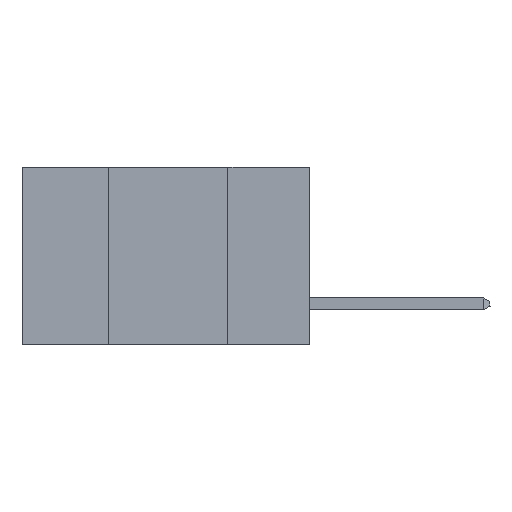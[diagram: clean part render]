
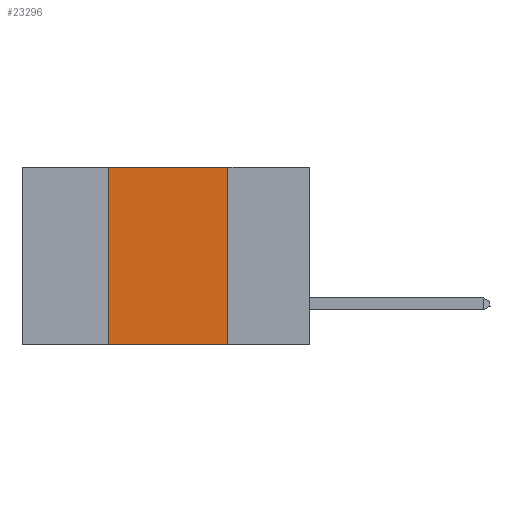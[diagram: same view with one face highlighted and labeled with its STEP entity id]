
A CAD part, left-side view. The second image highlights one B-rep face of the part: STEP entity #23296.
In plain terms, the highlighted planar face has unit normal (-1, 0, 0).
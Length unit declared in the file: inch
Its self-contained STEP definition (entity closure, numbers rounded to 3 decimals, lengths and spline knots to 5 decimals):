
#340 = CARTESIAN_POINT ( 'NONE',  ( 0., 0.42, 0. ) ) ;
#2680 = VERTEX_POINT ( 'NONE', #7658 ) ;
#2852 = LINE ( 'NONE', #7307, #11711 ) ;
#3117 = ORIENTED_EDGE ( 'NONE', *, *, #6754, .F. ) ;
#3182 = CARTESIAN_POINT ( 'NONE',  ( 0., 0.6, 0. ) ) ;
#3563 = VECTOR ( 'NONE', #20546, 39.37008 ) ;
#3753 = AXIS2_PLACEMENT_3D ( 'NONE', #3182, #5051, #4751 ) ;
#4258 = EDGE_CURVE ( 'NONE', #2680, #18673, #20435, .T. ) ;
#4751 = DIRECTION ( 'NONE',  ( 0., 0., -1. ) ) ;
#5051 = DIRECTION ( 'NONE',  ( 1., 0., 0. ) ) ;
#5802 = VERTEX_POINT ( 'NONE', #19764 ) ;
#6038 = DIRECTION ( 'NONE',  ( 0., 0., 1. ) ) ;
#6350 = EDGE_CURVE ( 'NONE', #13976, #2680, #12851, .T. ) ;
#6754 = EDGE_CURVE ( 'NONE', #5802, #13976, #18869, .T. ) ;
#7307 = CARTESIAN_POINT ( 'NONE',  ( 0., 0.6, -0.37 ) ) ;
#7446 = EDGE_LOOP ( 'NONE', ( #22619, #13020, #3117, #7632 ) ) ;
#7492 = CARTESIAN_POINT ( 'NONE',  ( 0., 0.17, 0. ) ) ;
#7632 = ORIENTED_EDGE ( 'NONE', *, *, #15041, .T. ) ;
#7658 = CARTESIAN_POINT ( 'NONE',  ( 0., 0.17, 0. ) ) ;
#7989 = VECTOR ( 'NONE', #21024, 39.37008 ) ;
#11711 = VECTOR ( 'NONE', #16437, 39.37008 ) ;
#11898 = CARTESIAN_POINT ( 'NONE',  ( 0., 0.6, 0. ) ) ;
#12851 = LINE ( 'NONE', #11898, #7989 ) ;
#13020 = ORIENTED_EDGE ( 'NONE', *, *, #6350, .F. ) ;
#13976 = VERTEX_POINT ( 'NONE', #340 ) ;
#14099 = PLANE ( 'NONE',  #3753 ) ;
#15041 = EDGE_CURVE ( 'NONE', #5802, #18673, #2852, .T. ) ;
#16437 = DIRECTION ( 'NONE',  ( 0., -1., 0. ) ) ;
#16878 = VECTOR ( 'NONE', #6038, 39.37008 ) ;
#17011 = CARTESIAN_POINT ( 'NONE',  ( 0., 0.17, -0.37 ) ) ;
#18673 = VERTEX_POINT ( 'NONE', #17011 ) ;
#18869 = LINE ( 'NONE', #22535, #16878 ) ;
#19764 = CARTESIAN_POINT ( 'NONE',  ( 0., 0.42, -0.37 ) ) ;
#20435 = LINE ( 'NONE', #7492, #3563 ) ;
#20546 = DIRECTION ( 'NONE',  ( 0., 0., -1. ) ) ;
#21024 = DIRECTION ( 'NONE',  ( 0., -1., 0. ) ) ;
#22535 = CARTESIAN_POINT ( 'NONE',  ( 0., 0.42, 0. ) ) ;
#22619 = ORIENTED_EDGE ( 'NONE', *, *, #4258, .F. ) ;
#22925 = FACE_OUTER_BOUND ( 'NONE', #7446, .T. ) ;
#23296 = ADVANCED_FACE ( 'NONE', ( #22925 ), #14099, .F. ) ;
